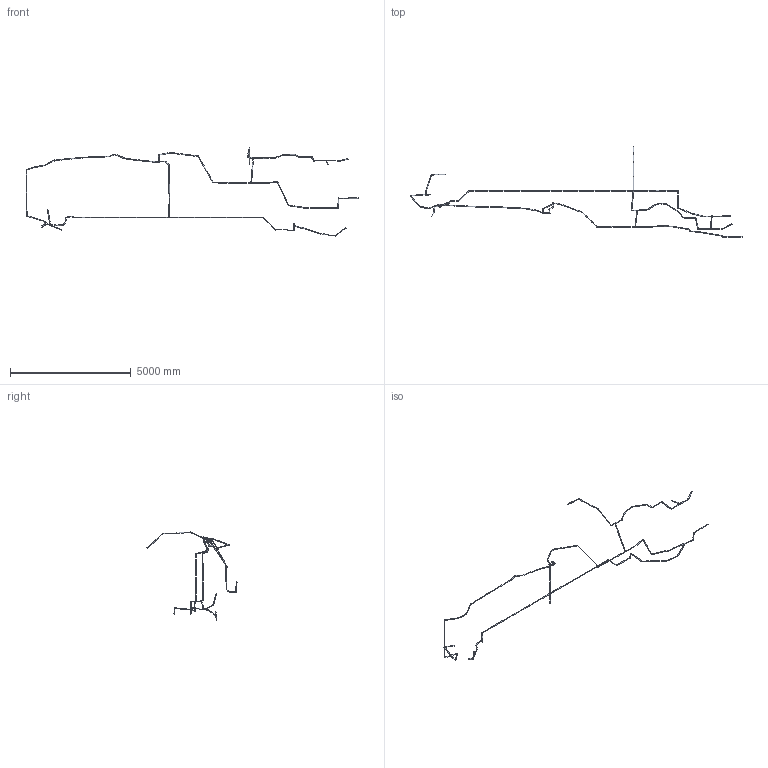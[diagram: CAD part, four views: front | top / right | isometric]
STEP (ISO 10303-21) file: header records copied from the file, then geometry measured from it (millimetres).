
FILE_DESCRIPTION(('Open CASCADE Model'),'2;1');
FILE_NAME('Open CASCADE Shape Model','2025-02-25T19:10:41',('Author'),( 'Open CASCADE'),'Open CASCADE STEP processor 7.5','Open CASCADE 7.5' ,'Unknown');
FILE_SCHEMA(('AUTOMOTIVE_DESIGN { 1 0 10303 214 1 1 1 1 }'));
Length unit declared in the file: millimetre
Products named in the file (253): Open CASCADE STEP translator 7.5 1; Open CASCADE STEP translator 7.5 2; Open CASCADE STEP translator 7.5 3; Open CASCADE STEP translator 7.5 4; Open CASCADE STEP translator 7.5 5; Open CASCADE STEP translator 7.5 6; Open CASCADE STEP translator 7.5 7; Open CASCADE STEP translator 7.5 8; Open CASCADE STEP translator 7.5 9; Open CASCADE STEP translator 7.5 10; Open CASCADE STEP translator 7.5 11; Open CASCADE STEP translator 7.5 12; Open CASCADE STEP translator 7.5 13; Open CASCADE STEP translator 7.5 14; Open CASCADE STEP translator 7.5 15; Open CASCADE STEP translator 7.5 16; Open CASCADE STEP translator 7.5 17; Open CASCADE STEP translator 7.5 18; Open CASCADE STEP translator 7.5 19; Open CASCADE STEP translator 7.5 20; Open CASCADE STEP translator 7.5 21; Open CASCADE STEP translator 7.5 22; Open CASCADE STEP translator 7.5 23; Open CASCADE STEP translator 7.5 24; Open CASCADE STEP translator 7.5 25; Open CASCADE STEP translator 7.5 26; Open CASCADE STEP translator 7.5 27; Open CASCADE STEP translator 7.5 28; Open CASCADE STEP translator 7.5 29; Open CASCADE STEP translator 7.5 30; Open CASCADE STEP translator 7.5 31; Open CASCADE STEP translator 7.5 32; Open CASCADE STEP translator 7.5 33; Open CASCADE STEP translator 7.5 34; Open CASCADE STEP translator 7.5 35; Open CASCADE STEP translator 7.5 36; Open CASCADE STEP translator 7.5 37; Open CASCADE STEP translator 7.5 38; Open CASCADE STEP translator 7.5 39; Open CASCADE STEP translator 7.5 40 ...
Bounding box: 13743.74 x 3733.89 x 3646.63 mm (x, y, z)
Volume: 65426256.3 mm3; surface area: 9081171.2 mm2
Topology: 253 solids, 253 shells, 759 faces, 759 edges, 506 vertices
Faces by surface type: plane 506, cylinder 253
Full cylindrical faces by diameter (mm): 30 x253
Entity records: 28614 total; most frequent: DIRECTION 4303, CARTESIAN_POINT 3543, ORIENTED_EDGE 1518, PCURVE 1518, DEFINITIONAL_REPRESENTATION 1518, AXIS2_PLACEMENT_3D 1266, LINE 1265, VECTOR 1265
